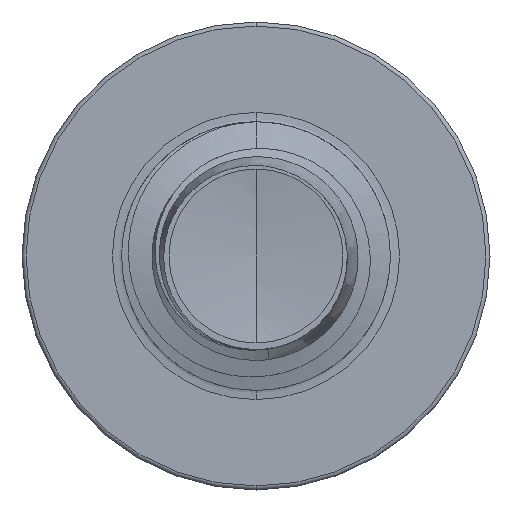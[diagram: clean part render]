
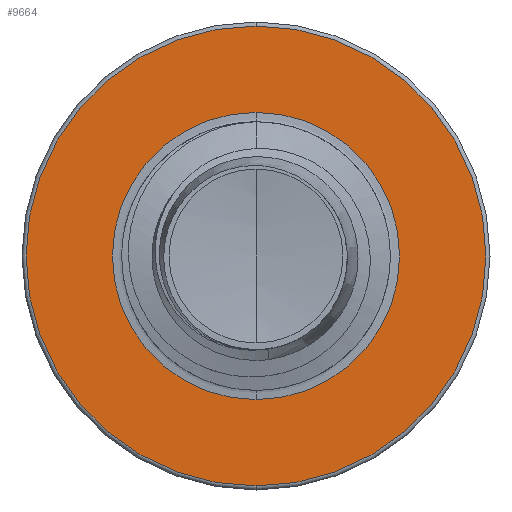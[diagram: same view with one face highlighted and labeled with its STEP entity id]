
A CAD part, front view. The second image highlights one B-rep face of the part: STEP entity #9664.
In plain terms, the highlighted planar face has unit normal (0, -1, 0).
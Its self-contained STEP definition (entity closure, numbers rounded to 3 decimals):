
#494 = CIRCLE ( 'NONE', #14310, 2.998 ) ;
#637 = VERTEX_POINT ( 'NONE', #8136 ) ;
#1001 = ORIENTED_EDGE ( 'NONE', *, *, #9494, .T. ) ;
#1063 = CARTESIAN_POINT ( 'NONE',  ( 0., 5.5, -1.872 ) ) ;
#1878 = AXIS2_PLACEMENT_3D ( 'NONE', #13055, #6863, #14040 ) ;
#1953 = CARTESIAN_POINT ( 'NONE',  ( 0., 5.5, 2.998 ) ) ;
#2276 = EDGE_CURVE ( 'NONE', #9742, #10727, #494, .T. ) ;
#3393 = FACE_BOUND ( 'NONE', #11469, .T. ) ;
#3660 = DIRECTION ( 'NONE',  ( 0., 1., 0. ) ) ;
#4323 = CARTESIAN_POINT ( 'NONE',  ( 0., 5.5, 0. ) ) ;
#4330 = DIRECTION ( 'NONE',  ( 0., 0., 1. ) ) ;
#4332 = DIRECTION ( 'NONE',  ( 0., 1., 0. ) ) ;
#4353 = CARTESIAN_POINT ( 'NONE',  ( 0., 5.5, 0. ) ) ;
#4680 = PLANE ( 'NONE',  #7420 ) ;
#5484 = DIRECTION ( 'NONE',  ( 0., 0., 1. ) ) ;
#5699 = CARTESIAN_POINT ( 'NONE',  ( 0., 5.5, 0. ) ) ;
#5713 = DIRECTION ( 'NONE',  ( 0., 1., 0. ) ) ;
#5725 = DIRECTION ( 'NONE',  ( 0., 0., 1. ) ) ;
#5761 = CIRCLE ( 'NONE', #7328, 2.998 ) ;
#6168 = ORIENTED_EDGE ( 'NONE', *, *, #12866, .F. ) ;
#6813 = FACE_OUTER_BOUND ( 'NONE', #10098, .T. ) ;
#6863 = DIRECTION ( 'NONE',  ( 0., 1., 0. ) ) ;
#7328 = AXIS2_PLACEMENT_3D ( 'NONE', #4323, #11970, #5484 ) ;
#7420 = AXIS2_PLACEMENT_3D ( 'NONE', #1063, #3660, #11431 ) ;
#8015 = EDGE_CURVE ( 'NONE', #637, #13595, #12296, .T. ) ;
#8136 = CARTESIAN_POINT ( 'NONE',  ( 0., 5.5, -1.872 ) ) ;
#9494 = EDGE_CURVE ( 'NONE', #13595, #637, #13257, .T. ) ;
#9664 = ADVANCED_FACE ( 'NONE', ( #6813, #3393 ), #4680, .F. ) ;
#9742 = VERTEX_POINT ( 'NONE', #13246 ) ;
#10098 = EDGE_LOOP ( 'NONE', ( #6168, #12703 ) ) ;
#10727 = VERTEX_POINT ( 'NONE', #1953 ) ;
#11431 = DIRECTION ( 'NONE',  ( 0., 0., 1. ) ) ;
#11469 = EDGE_LOOP ( 'NONE', ( #1001, #13159 ) ) ;
#11970 = DIRECTION ( 'NONE',  ( 0., 1., 0. ) ) ;
#12296 = CIRCLE ( 'NONE', #14078, 1.872 ) ;
#12703 = ORIENTED_EDGE ( 'NONE', *, *, #2276, .F. ) ;
#12866 = EDGE_CURVE ( 'NONE', #10727, #9742, #5761, .T. ) ;
#13055 = CARTESIAN_POINT ( 'NONE',  ( 0., 5.5, 0. ) ) ;
#13159 = ORIENTED_EDGE ( 'NONE', *, *, #8015, .T. ) ;
#13170 = CARTESIAN_POINT ( 'NONE',  ( 0., 5.5, 1.872 ) ) ;
#13246 = CARTESIAN_POINT ( 'NONE',  ( 0., 5.5, -2.997 ) ) ;
#13257 = CIRCLE ( 'NONE', #1878, 1.872 ) ;
#13595 = VERTEX_POINT ( 'NONE', #13170 ) ;
#14040 = DIRECTION ( 'NONE',  ( 0., 0., 1. ) ) ;
#14078 = AXIS2_PLACEMENT_3D ( 'NONE', #5699, #5713, #5725 ) ;
#14310 = AXIS2_PLACEMENT_3D ( 'NONE', #4353, #4332, #4330 ) ;
